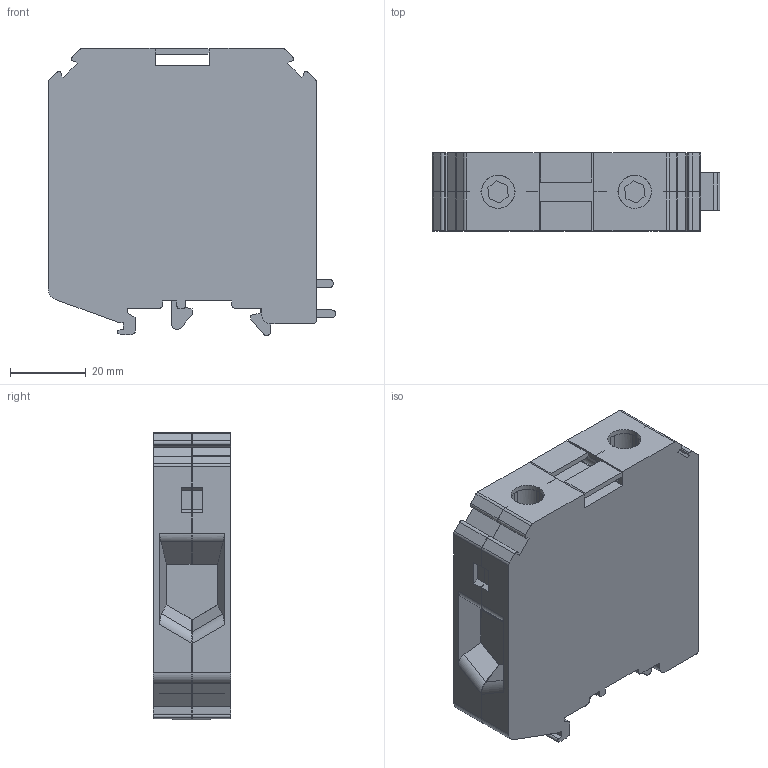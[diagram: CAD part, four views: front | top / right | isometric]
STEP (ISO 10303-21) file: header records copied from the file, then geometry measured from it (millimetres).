
FILE_DESCRIPTION(/* description */ ('Unknown'),/* implementation_level */ '2;1');
FILE_NAME(/* name */ 'KUT50_70A_SOLID',/* time_stamp */ '2022-11-07T09:56:54+05:00',/* author */ ('Unknown'),/* organization */ ('Unknown'),/* preprocessor_version */ 'ST-DEVELOPER v16.7',/* originating_system */ 'Solid Edge',/* authorisation */ 'Unknown');
FILE_SCHEMA (('AUTOMOTIVE_DESIGN {1 0 10303 214 3 1 1}'));
Length unit declared in the file: millimetre
Products named in the file (1): KUT50_70A_SOLID
Bounding box: 76.05 x 20.55 x 76 mm (x, y, z)
Volume: 48779.5 mm3; surface area: 53151.2 mm2
Topology: 4 solids, 16 shells, 1277 faces, 3715 edges, 2455 vertices
Faces by surface type: plane 935, cylinder 284, cone 40, torus 16, bspline 2
Full cylindrical faces by diameter (mm): 1.85 x2, 3.85 x13, 3.95 x9, 4.2 x2, 4.917 x1, 5.999 x4, 6 x2, 6.299 x2, 9.097 x2
Entity records: 50316 total; most frequent: CARTESIAN_POINT 7994, ORIENTED_EDGE 7230, DIRECTION 6712, EDGE_CURVE 3615, LINE 2834, VECTOR 2834, VERTEX_POINT 2428, AXIS2_PLACEMENT_3D 1939
